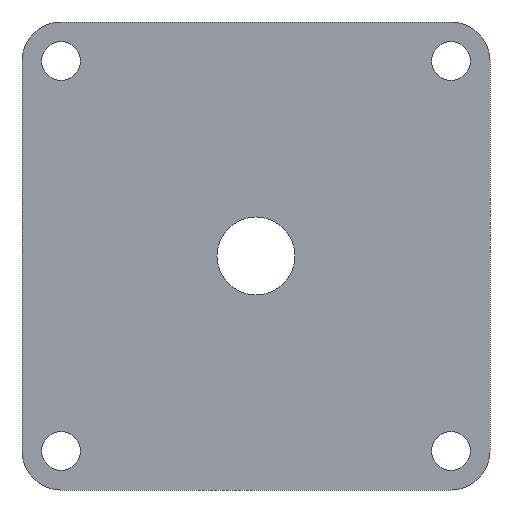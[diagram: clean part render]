
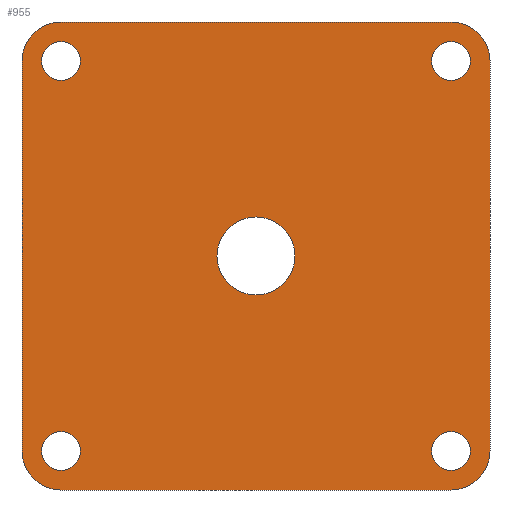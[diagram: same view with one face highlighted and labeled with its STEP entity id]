
A CAD part, front view. The second image highlights one B-rep face of the part: STEP entity #955.
In plain terms, the highlighted planar face has unit normal (0, -1, 0).
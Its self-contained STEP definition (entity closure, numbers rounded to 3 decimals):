
#17=CARTESIAN_POINT('',(0.,0.,0.));
#18=DIRECTION('',(0.,-1.,0.));
#19=DIRECTION('',(1.,0.,0.));
#20=AXIS2_PLACEMENT_3D('',#17,#18,#19);
#26=CARTESIAN_POINT('',(0.,0.,0.));
#27=DIRECTION('',(0.,-1.,0.));
#28=DIRECTION('',(-1.,0.,0.));
#29=AXIS2_PLACEMENT_3D('',#26,#27,#28);
#34=CARTESIAN_POINT('',(50.,0.,50.));
#35=DIRECTION('',(0.,-1.,0.));
#36=DIRECTION('',(1.,0.,0.));
#37=AXIS2_PLACEMENT_3D('',#34,#35,#36);
#42=DIRECTION('',(0.,0.,-1.));
#43=VECTOR('',#42,100.);
#44=CARTESIAN_POINT('',(60.,0.,50.));
#45=LINE('',#44,#43);
#49=CARTESIAN_POINT('',(50.,0.,-50.));
#50=DIRECTION('',(0.,-1.,0.));
#51=DIRECTION('',(0.,0.,-1.));
#52=AXIS2_PLACEMENT_3D('',#49,#50,#51);
#57=DIRECTION('',(-1.,0.,0.));
#58=VECTOR('',#57,100.);
#59=CARTESIAN_POINT('',(50.,0.,-60.));
#60=LINE('',#59,#58);
#64=CARTESIAN_POINT('',(-50.,0.,-50.));
#65=DIRECTION('',(0.,-1.,0.));
#66=DIRECTION('',(-1.,0.,0.));
#67=AXIS2_PLACEMENT_3D('',#64,#65,#66);
#72=DIRECTION('',(0.,0.,1.));
#73=VECTOR('',#72,100.);
#74=CARTESIAN_POINT('',(-60.,0.,-50.));
#75=LINE('',#74,#73);
#79=CARTESIAN_POINT('',(-50.,0.,50.));
#80=DIRECTION('',(0.,-1.,0.));
#81=DIRECTION('',(0.,0.,1.));
#82=AXIS2_PLACEMENT_3D('',#79,#80,#81);
#87=DIRECTION('',(1.,0.,0.));
#88=VECTOR('',#87,100.);
#89=CARTESIAN_POINT('',(-50.,0.,60.));
#90=LINE('',#89,#88);
#94=CARTESIAN_POINT('',(-50.,0.,-50.));
#95=DIRECTION('',(0.,-1.,0.));
#96=DIRECTION('',(1.,0.,0.));
#97=AXIS2_PLACEMENT_3D('',#94,#95,#96);
#102=CARTESIAN_POINT('',(-50.,0.,-50.));
#103=DIRECTION('',(0.,-1.,0.));
#104=DIRECTION('',(-1.,0.,0.));
#105=AXIS2_PLACEMENT_3D('',#102,#103,#104);
#110=CARTESIAN_POINT('',(-50.,0.,50.));
#111=DIRECTION('',(0.,-1.,0.));
#112=DIRECTION('',(1.,0.,0.));
#113=AXIS2_PLACEMENT_3D('',#110,#111,#112);
#118=CARTESIAN_POINT('',(-50.,0.,50.));
#119=DIRECTION('',(0.,-1.,0.));
#120=DIRECTION('',(-1.,0.,0.));
#121=AXIS2_PLACEMENT_3D('',#118,#119,#120);
#126=CARTESIAN_POINT('',(50.,0.,-50.));
#127=DIRECTION('',(0.,-1.,0.));
#128=DIRECTION('',(1.,0.,0.));
#129=AXIS2_PLACEMENT_3D('',#126,#127,#128);
#134=CARTESIAN_POINT('',(50.,0.,-50.));
#135=DIRECTION('',(0.,-1.,0.));
#136=DIRECTION('',(-1.,0.,0.));
#137=AXIS2_PLACEMENT_3D('',#134,#135,#136);
#142=CARTESIAN_POINT('',(50.,0.,50.));
#143=DIRECTION('',(0.,-1.,0.));
#144=DIRECTION('',(1.,0.,0.));
#145=AXIS2_PLACEMENT_3D('',#142,#143,#144);
#150=CARTESIAN_POINT('',(50.,0.,50.));
#151=DIRECTION('',(0.,-1.,0.));
#152=DIRECTION('',(-1.,0.,0.));
#153=AXIS2_PLACEMENT_3D('',#150,#151,#152);
#778=CARTESIAN_POINT('',(60.,0.,50.));
#779=CARTESIAN_POINT('',(50.,0.,60.));
#780=VERTEX_POINT('',#778);
#781=VERTEX_POINT('',#779);
#786=CARTESIAN_POINT('',(-50.,0.,60.));
#787=CARTESIAN_POINT('',(-60.,0.,50.));
#788=VERTEX_POINT('',#786);
#789=VERTEX_POINT('',#787);
#794=CARTESIAN_POINT('',(-60.,0.,-50.));
#795=CARTESIAN_POINT('',(-50.,0.,-60.));
#796=VERTEX_POINT('',#794);
#797=VERTEX_POINT('',#795);
#802=CARTESIAN_POINT('',(50.,0.,-60.));
#803=CARTESIAN_POINT('',(60.,0.,-50.));
#804=VERTEX_POINT('',#802);
#805=VERTEX_POINT('',#803);
#842=CARTESIAN_POINT('',(10.,0.,0.));
#843=CARTESIAN_POINT('',(-10.,0.,0.));
#844=VERTEX_POINT('',#842);
#845=VERTEX_POINT('',#843);
#862=CARTESIAN_POINT('',(-45.,0.,-50.));
#863=CARTESIAN_POINT('',(-55.,0.,-50.));
#864=VERTEX_POINT('',#862);
#865=VERTEX_POINT('',#863);
#870=CARTESIAN_POINT('',(-45.,0.,50.));
#871=CARTESIAN_POINT('',(-55.,0.,50.));
#872=VERTEX_POINT('',#870);
#873=VERTEX_POINT('',#871);
#878=CARTESIAN_POINT('',(55.,0.,-50.));
#879=CARTESIAN_POINT('',(45.,0.,-50.));
#880=VERTEX_POINT('',#878);
#881=VERTEX_POINT('',#879);
#886=CARTESIAN_POINT('',(55.,0.,50.));
#887=CARTESIAN_POINT('',(45.,0.,50.));
#888=VERTEX_POINT('',#886);
#889=VERTEX_POINT('',#887);
#902=CARTESIAN_POINT('',(0.,0.,0.));
#903=DIRECTION('',(0.,1.,0.));
#904=DIRECTION('',(1.,0.,0.));
#905=AXIS2_PLACEMENT_3D('',#902,#903,#904);
#906=PLANE('',#905);
#908=ORIENTED_EDGE('',*,*,#907,.F.);
#910=ORIENTED_EDGE('',*,*,#909,.T.);
#912=ORIENTED_EDGE('',*,*,#911,.F.);
#914=ORIENTED_EDGE('',*,*,#913,.T.);
#916=ORIENTED_EDGE('',*,*,#915,.F.);
#918=ORIENTED_EDGE('',*,*,#917,.T.);
#920=ORIENTED_EDGE('',*,*,#919,.F.);
#922=ORIENTED_EDGE('',*,*,#921,.T.);
#923=EDGE_LOOP('',(#908,#910,#912,#914,#916,#918,#920,#922));
#924=FACE_OUTER_BOUND('',#923,.F.);
#926=ORIENTED_EDGE('',*,*,#925,.T.);
#928=ORIENTED_EDGE('',*,*,#927,.T.);
#929=EDGE_LOOP('',(#926,#928));
#930=FACE_BOUND('',#929,.F.);
#932=ORIENTED_EDGE('',*,*,#931,.T.);
#934=ORIENTED_EDGE('',*,*,#933,.T.);
#935=EDGE_LOOP('',(#932,#934));
#936=FACE_BOUND('',#935,.F.);
#938=ORIENTED_EDGE('',*,*,#937,.T.);
#940=ORIENTED_EDGE('',*,*,#939,.T.);
#941=EDGE_LOOP('',(#938,#940));
#942=FACE_BOUND('',#941,.F.);
#944=ORIENTED_EDGE('',*,*,#943,.T.);
#946=ORIENTED_EDGE('',*,*,#945,.T.);
#947=EDGE_LOOP('',(#944,#946));
#948=FACE_BOUND('',#947,.F.);
#950=ORIENTED_EDGE('',*,*,#949,.T.);
#952=ORIENTED_EDGE('',*,*,#951,.T.);
#953=EDGE_LOOP('',(#950,#952));
#954=FACE_BOUND('',#953,.F.);
#21=CIRCLE('',#20,10.);
#30=CIRCLE('',#29,10.);
#38=CIRCLE('',#37,10.);
#53=CIRCLE('',#52,10.);
#68=CIRCLE('',#67,10.);
#83=CIRCLE('',#82,10.);
#98=CIRCLE('',#97,5.);
#106=CIRCLE('',#105,5.);
#114=CIRCLE('',#113,5.);
#122=CIRCLE('',#121,5.);
#130=CIRCLE('',#129,5.);
#138=CIRCLE('',#137,5.);
#146=CIRCLE('',#145,5.);
#154=CIRCLE('',#153,5.);
#907=EDGE_CURVE('',#780,#781,#38,.T.);
#909=EDGE_CURVE('',#780,#805,#45,.T.);
#911=EDGE_CURVE('',#804,#805,#53,.T.);
#913=EDGE_CURVE('',#804,#797,#60,.T.);
#915=EDGE_CURVE('',#796,#797,#68,.T.);
#917=EDGE_CURVE('',#796,#789,#75,.T.);
#919=EDGE_CURVE('',#788,#789,#83,.T.);
#921=EDGE_CURVE('',#788,#781,#90,.T.);
#925=EDGE_CURVE('',#844,#845,#21,.T.);
#927=EDGE_CURVE('',#845,#844,#30,.T.);
#931=EDGE_CURVE('',#864,#865,#98,.T.);
#933=EDGE_CURVE('',#865,#864,#106,.T.);
#937=EDGE_CURVE('',#872,#873,#114,.T.);
#939=EDGE_CURVE('',#873,#872,#122,.T.);
#943=EDGE_CURVE('',#880,#881,#130,.T.);
#945=EDGE_CURVE('',#881,#880,#138,.T.);
#949=EDGE_CURVE('',#888,#889,#146,.T.);
#951=EDGE_CURVE('',#889,#888,#154,.T.);
#955=ADVANCED_FACE('',(#924,#930,#936,#942,#948,#954),#906,.F.);
